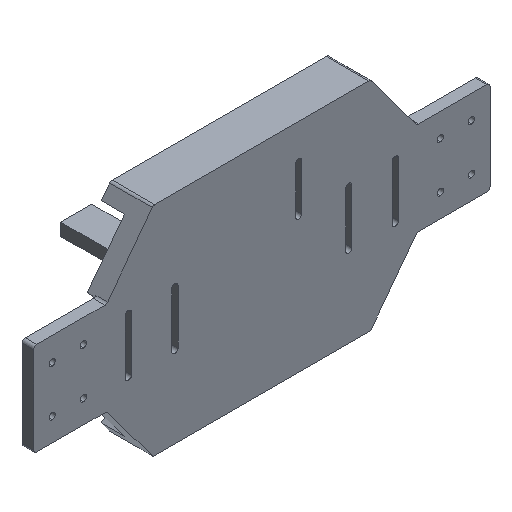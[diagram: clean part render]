
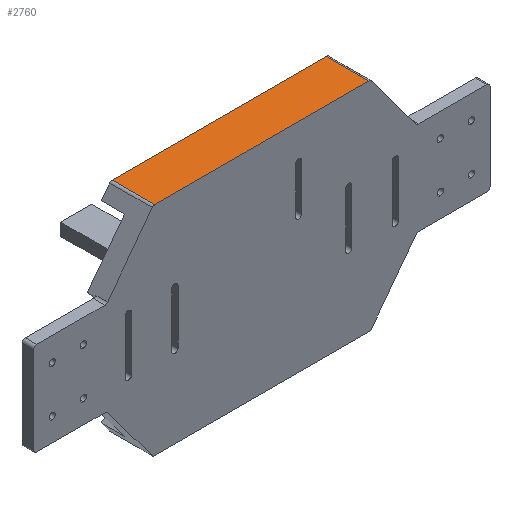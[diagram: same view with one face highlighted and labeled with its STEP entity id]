
A CAD part, isometric view. The second image highlights one B-rep face of the part: STEP entity #2760.
In plain terms, the highlighted planar face has unit normal (0, 0, 1).
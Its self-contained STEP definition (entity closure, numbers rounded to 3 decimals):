
#3 = ORIENTED_EDGE ( 'NONE', *, *, #3043, .T. ) ;
#22 = ORIENTED_EDGE ( 'NONE', *, *, #3449, .T. ) ;
#284 = CARTESIAN_POINT ( 'NONE',  ( 69., 27.5, 70. ) ) ;
#968 = VECTOR ( 'NONE', #4402, 1000. ) ;
#1052 = VECTOR ( 'NONE', #2937, 1000. ) ;
#1272 = DIRECTION ( 'NONE',  ( 0., 0., -1. ) ) ;
#1633 = PLANE ( 'NONE',  #2137 ) ;
#1772 = LINE ( 'NONE', #2903, #968 ) ;
#1870 = CARTESIAN_POINT ( 'NONE',  ( -69., 7.5, 70. ) ) ;
#1909 = CARTESIAN_POINT ( 'NONE',  ( 0., 0., 70. ) ) ;
#1968 = FACE_OUTER_BOUND ( 'NONE', #3856, .T. ) ;
#2112 = VERTEX_POINT ( 'NONE', #3607 ) ;
#2137 = AXIS2_PLACEMENT_3D ( 'NONE', #2250, #1272, #3362 ) ;
#2250 = CARTESIAN_POINT ( 'NONE',  ( 0., 7.5, 70. ) ) ;
#2395 = EDGE_CURVE ( 'NONE', #3914, #2112, #2999, .T. ) ;
#2500 = VERTEX_POINT ( 'NONE', #284 ) ;
#2595 = CARTESIAN_POINT ( 'NONE',  ( -69., 27.5, 70. ) ) ;
#2620 = CARTESIAN_POINT ( 'NONE',  ( -70., 27.5, 70. ) ) ;
#2760 = ADVANCED_FACE ( 'NONE', ( #1968 ), #1633, .F. ) ;
#2903 = CARTESIAN_POINT ( 'NONE',  ( 69., 27.5, 70. ) ) ;
#2937 = DIRECTION ( 'NONE',  ( 0., -1., 0. ) ) ;
#2999 = LINE ( 'NONE', #1909, #3519 ) ;
#3043 = EDGE_CURVE ( 'NONE', #2112, #2500, #1772, .T. ) ;
#3362 = DIRECTION ( 'NONE',  ( -1., 0., 0. ) ) ;
#3436 = VERTEX_POINT ( 'NONE', #2595 ) ;
#3449 = EDGE_CURVE ( 'NONE', #3436, #3914, #3982, .T. ) ;
#3519 = VECTOR ( 'NONE', #4044, 1000. ) ;
#3598 = CARTESIAN_POINT ( 'NONE',  ( -69., 0., 70. ) ) ;
#3607 = CARTESIAN_POINT ( 'NONE',  ( 69., 0., 70. ) ) ;
#3856 = EDGE_LOOP ( 'NONE', ( #4459, #22, #4516, #3 ) ) ;
#3859 = VECTOR ( 'NONE', #4386, 1000. ) ;
#3914 = VERTEX_POINT ( 'NONE', #3598 ) ;
#3982 = LINE ( 'NONE', #1870, #1052 ) ;
#4044 = DIRECTION ( 'NONE',  ( 1., 0., 0. ) ) ;
#4052 = LINE ( 'NONE', #2620, #3859 ) ;
#4386 = DIRECTION ( 'NONE',  ( 1., 0., 0. ) ) ;
#4402 = DIRECTION ( 'NONE',  ( 0., 1., 0. ) ) ;
#4437 = EDGE_CURVE ( 'NONE', #3436, #2500, #4052, .T. ) ;
#4459 = ORIENTED_EDGE ( 'NONE', *, *, #4437, .F. ) ;
#4516 = ORIENTED_EDGE ( 'NONE', *, *, #2395, .T. ) ;
